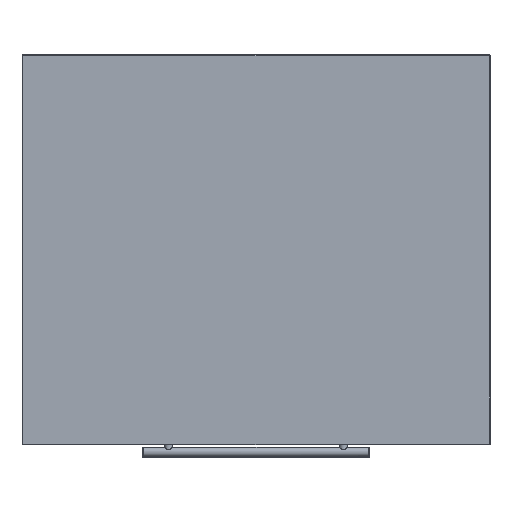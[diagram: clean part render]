
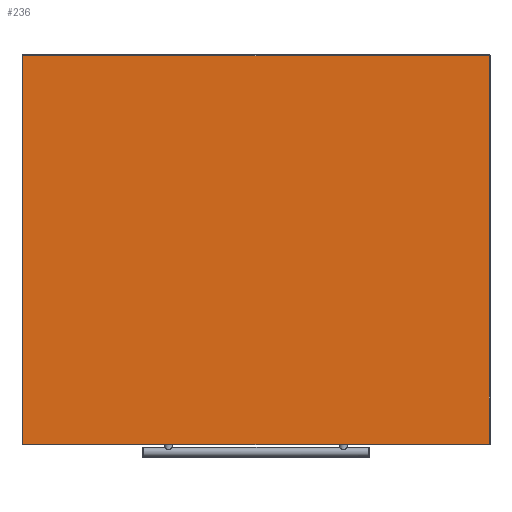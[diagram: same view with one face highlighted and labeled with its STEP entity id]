
A CAD part, top view. The second image highlights one B-rep face of the part: STEP entity #236.
In plain terms, the highlighted face is planar.
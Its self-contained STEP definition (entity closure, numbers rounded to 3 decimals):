
#236=ADVANCED_FACE('',(#341),#1597,.T.);
#341=FACE_OUTER_BOUND('',#460,.T.);
#460=EDGE_LOOP('',(#851,#852,#853,#854));
#851=ORIENTED_EDGE('',*,*,#1133,.F.);
#852=ORIENTED_EDGE('',*,*,#1134,.F.);
#853=ORIENTED_EDGE('',*,*,#1135,.F.);
#854=ORIENTED_EDGE('',*,*,#1132,.F.);
#1132=EDGE_CURVE('',#1525,#1526,#1331,.T.);
#1133=EDGE_CURVE('',#1527,#1525,#1332,.T.);
#1134=EDGE_CURVE('',#1528,#1527,#1333,.T.);
#1135=EDGE_CURVE('',#1526,#1528,#1334,.T.);
#1331=B_SPLINE_CURVE_WITH_KNOTS('',1,(#3283,#3284),.UNSPECIFIED.,.F.,.F.,
(2,2),(-498.,0.),.UNSPECIFIED.);
#1332=B_SPLINE_CURVE_WITH_KNOTS('',1,(#3285,#3286),.UNSPECIFIED.,.F.,.F.,
(2,2),(-598.,0.),.UNSPECIFIED.);
#1333=B_SPLINE_CURVE_WITH_KNOTS('',1,(#3287,#3288),.UNSPECIFIED.,.F.,.F.,
(2,2),(-498.,0.),.UNSPECIFIED.);
#1334=B_SPLINE_CURVE_WITH_KNOTS('',1,(#3289,#3290),.UNSPECIFIED.,.F.,.F.,
(2,2),(-598.,0.),.UNSPECIFIED.);
#1525=VERTEX_POINT('',#3229);
#1526=VERTEX_POINT('',#3230);
#1527=VERTEX_POINT('',#3231);
#1528=VERTEX_POINT('',#3232);
#1597=PLANE('',#1903);
#1903=AXIS2_PLACEMENT_3D('',#2920,#2036,$);
#2036=DIRECTION('',(0.,1.,0.));
#2920=CARTESIAN_POINT('',(-358.8,90.,298.8));
#3229=CARTESIAN_POINT('',(299.,90.,-249.));
#3230=CARTESIAN_POINT('',(299.,90.,249.));
#3231=CARTESIAN_POINT('',(-299.,90.,-249.));
#3232=CARTESIAN_POINT('',(-299.,90.,249.));
#3283=CARTESIAN_POINT('',(299.,90.,-249.));
#3284=CARTESIAN_POINT('',(299.,90.,249.));
#3285=CARTESIAN_POINT('',(-299.,90.,-249.));
#3286=CARTESIAN_POINT('',(299.,90.,-249.));
#3287=CARTESIAN_POINT('',(-299.,90.,249.));
#3288=CARTESIAN_POINT('',(-299.,90.,-249.));
#3289=CARTESIAN_POINT('',(299.,90.,249.));
#3290=CARTESIAN_POINT('',(-299.,90.,249.));
